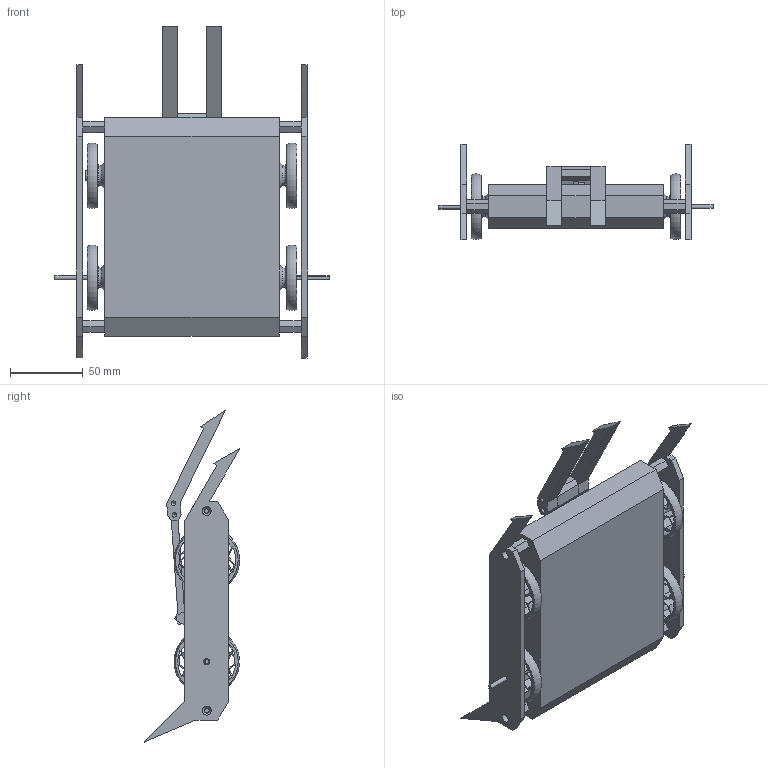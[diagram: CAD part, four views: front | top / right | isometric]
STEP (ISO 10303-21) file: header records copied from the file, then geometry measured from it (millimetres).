
FILE_DESCRIPTION(/* description */ (''),/* implementation_level */ '2;1');
FILE_NAME(/* name */ 'SirHexAlot.iam.step',/* time_stamp */ '2024-02-28T22:22:27-06:00',/* author */ ('smz3rm'),/* organization */ (''),/* preprocessor_version */ 'ST-DEVELOPER v18',/* originating_system */ 'Autodesk Inventor 2020',/* authorisation */ '');
FILE_SCHEMA (('AUTOMOTIVE_DESIGN { 1 0 10303 214 3 1 1 }'));
Length unit declared in the file: millimetre
Products named in the file (19): SirHexAlot; HexBody; DriveMotorV2; SwitchHolder; Switch; BatteryV1; PulleyedWheelV1; Servo; PulleyedBearingWheelV1; WheelBearings; HexFlipperSpike; HexWheelGuardLeft; HexWheelGuardRight; FS2A; HexFlipperArmConnector; ServoArm; HexServoCover; HexFlipperV1.1; FlipperRod
Assembly tree (26 placements, depth 2):
  SirHexAlot
    HexBody
    PulleyedWheelV1  x2
    DriveMotorV2  x2
    SwitchHolder
    Switch
    BatteryV1
    Servo
    PulleyedBearingWheelV1  x2
    WheelBearings  x4
    FlipperRod  x2
    HexFlipperSpike  x2
    HexWheelGuardLeft
    HexWheelGuardRight
    FS2A
    HexFlipperArmConnector
    ServoArm
    HexServoCover
    HexFlipperV1.1
Bounding box: 188 x 65.7 x 227.77 mm (x, y, z)
Volume: 344458.2 mm3; surface area: 170285.3 mm2
Topology: 32 solids, 32 shells, 1022 faces, 2804 edges, 1916 vertices
Faces by surface type: plane 756, cylinder 216, torus 24, cone 18, bspline 8
Full cylindrical faces by diameter (mm): 1.1 x4, 1.651 x4, 2 x2, 2.184 x8, 2.3 x8, 2.5 x4, 2.66 x4, 3 x8, 3.1 x11, 3.5 x3, 3.75 x12, 4 x16, 4.2 x4, 4.7 x2, 5.92 x2, 6 x10, 6.1 x4, 7 x4, 7.15 x4, 8.915 x2, 15 x1, 15.5 x2, 16 x4, 16.08 x2, 16.5 x2, 18 x8
Entity records: 24471 total; most frequent: CARTESIAN_POINT 4622, DIRECTION 3891, ORIENTED_EDGE 3872, EDGE_CURVE 1936, LINE 1449, VECTOR 1449, VERTEX_POINT 1327, AXIS2_PLACEMENT_3D 1221
